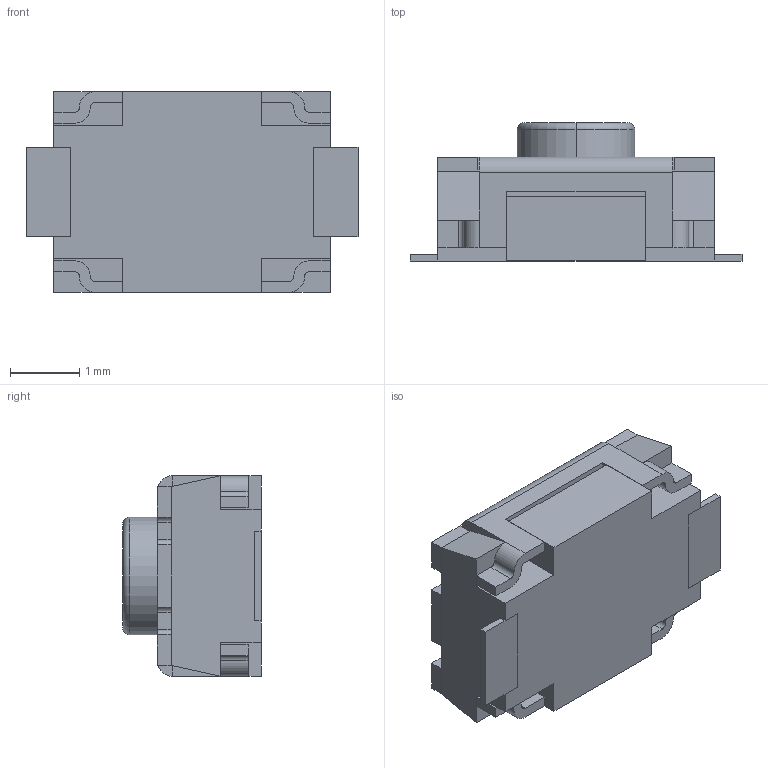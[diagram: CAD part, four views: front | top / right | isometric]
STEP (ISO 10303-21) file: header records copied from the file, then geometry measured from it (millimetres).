
FILE_DESCRIPTION (( 'STEP AP214' ), '1' );
FILE_NAME ('TS-1088-AR02016.STEP', '2024-08-01T01:37:12', ( '' ), ( '' ), 'SwSTEP 2.0', 'SolidWorks 2021', '' );
FILE_SCHEMA (( 'AUTOMOTIVE_DESIGN' ));
Length unit declared in the file: millimetre
Products named in the file (1): TS-1088-AR02016
Bounding box: 4.8 x 2 x 2.9 mm (x, y, z)
Volume: 17.4 mm3; surface area: 79.7 mm2
Topology: 4 solids, 4 shells, 163 faces, 432 edges, 278 vertices
Faces by surface type: plane 129, cylinder 32, torus 2
Entity records: 10078 total; most frequent: CARTESIAN_POINT 1748, ORIENTED_EDGE 1728, DIRECTION 1656, EDGE_CURVE 864, VECTOR 728, LINE 728, VERTEX_POINT 556, AXIS2_PLACEMENT_3D 464
